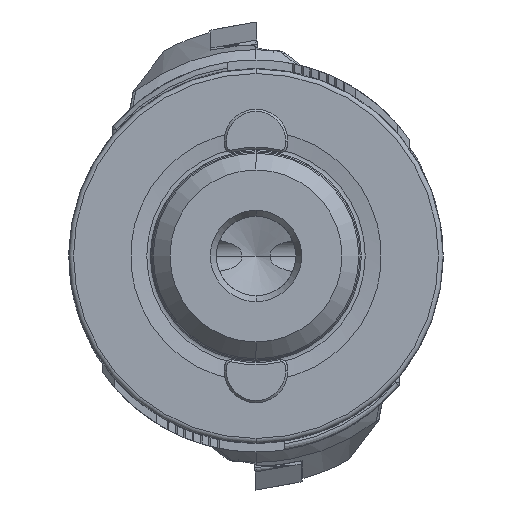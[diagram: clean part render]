
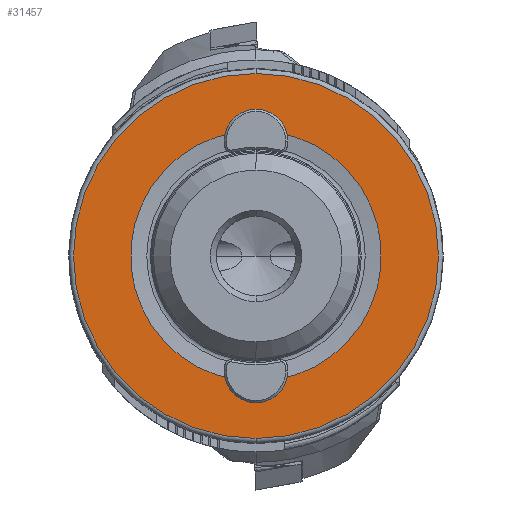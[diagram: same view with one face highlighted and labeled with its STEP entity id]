
A CAD part, left-side view. The second image highlights one B-rep face of the part: STEP entity #31457.
In plain terms, the highlighted planar face has unit normal (-1, 0, 0).
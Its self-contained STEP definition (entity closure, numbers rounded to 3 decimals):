
#631 = ORIENTED_EDGE ( 'NONE', *, *, #39013, .F. ) ;
#1640 = CIRCLE ( 'NONE', #28893, 15.6 ) ;
#1905 = DIRECTION ( 'NONE',  ( 0., 0., 1. ) ) ;
#4254 = CARTESIAN_POINT ( 'NONE',  ( 0., 1.58, 10.598 ) ) ;
#5098 = AXIS2_PLACEMENT_3D ( 'NONE', #49643, #25771, #1905 ) ;
#6702 = AXIS2_PLACEMENT_3D ( 'NONE', #16113, #43972, #20116 ) ;
#6828 = EDGE_LOOP ( 'NONE', ( #11079, #27524 ) ) ;
#7415 = AXIS2_PLACEMENT_3D ( 'NONE', #17939, #42225, #51568 ) ;
#8631 = EDGE_CURVE ( 'NONE', #19601, #23590, #45934, .T. ) ;
#8715 = DIRECTION ( 'NONE',  ( -1., 0., 0. ) ) ;
#9273 = DIRECTION ( 'NONE',  ( -1., 0., 0. ) ) ;
#10122 = FACE_BOUND ( 'NONE', #13323, .T. ) ;
#10811 = AXIS2_PLACEMENT_3D ( 'NONE', #21141, #49012, #25157 ) ;
#10838 = EDGE_CURVE ( 'NONE', #17790, #19601, #51414, .T. ) ;
#11079 = ORIENTED_EDGE ( 'NONE', *, *, #42295, .T. ) ;
#11260 = ORIENTED_EDGE ( 'NONE', *, *, #21641, .F. ) ;
#11390 = ORIENTED_EDGE ( 'NONE', *, *, #43985, .F. ) ;
#13023 = VERTEX_POINT ( 'NONE', #19243 ) ;
#13323 = EDGE_LOOP ( 'NONE', ( #11260, #631, #11390, #40716, #19168, #35472 ) ) ;
#14954 = VERTEX_POINT ( 'NONE', #22120 ) ;
#15226 = DIRECTION ( 'NONE',  ( 0., 0., 1. ) ) ;
#16113 = CARTESIAN_POINT ( 'NONE',  ( 0., 0., 0. ) ) ;
#16164 = DIRECTION ( 'NONE',  ( -1., 0., 0. ) ) ;
#16392 = CARTESIAN_POINT ( 'NONE',  ( 0., -1.58, 10.598 ) ) ;
#16457 = DIRECTION ( 'NONE',  ( -1., 0., 0. ) ) ;
#16795 = VERTEX_POINT ( 'NONE', #16392 ) ;
#17749 = CIRCLE ( 'NONE', #42800, 1.6 ) ;
#17790 = VERTEX_POINT ( 'NONE', #44487 ) ;
#17939 = CARTESIAN_POINT ( 'NONE',  ( 0., 0., 0. ) ) ;
#18187 = CIRCLE ( 'NONE', #45485, 15.6 ) ;
#19168 = ORIENTED_EDGE ( 'NONE', *, *, #10838, .F. ) ;
#19243 = CARTESIAN_POINT ( 'NONE',  ( 0., 0., -12.45 ) ) ;
#19316 = CIRCLE ( 'NONE', #5098, 1.6 ) ;
#19601 = VERTEX_POINT ( 'NONE', #4254 ) ;
#20116 = DIRECTION ( 'NONE',  ( 0., 0., 1. ) ) ;
#20648 = CARTESIAN_POINT ( 'NONE',  ( 0., 0., -15.6 ) ) ;
#21141 = CARTESIAN_POINT ( 'NONE',  ( 0., 10.715, 0. ) ) ;
#21581 = AXIS2_PLACEMENT_3D ( 'NONE', #29509, #33181, #15226 ) ;
#21641 = EDGE_CURVE ( 'NONE', #14954, #16795, #30117, .T. ) ;
#22120 = CARTESIAN_POINT ( 'NONE',  ( 0., -1.58, -10.598 ) ) ;
#22572 = CARTESIAN_POINT ( 'NONE',  ( 0., 0., 15.6 ) ) ;
#22967 = EDGE_CURVE ( 'NONE', #33284, #42100, #18187, .T. ) ;
#23590 = VERTEX_POINT ( 'NONE', #37261 ) ;
#25157 = DIRECTION ( 'NONE',  ( 0., 0., -1. ) ) ;
#25771 = DIRECTION ( 'NONE',  ( -1., 0., 0. ) ) ;
#27524 = ORIENTED_EDGE ( 'NONE', *, *, #22967, .T. ) ;
#28893 = AXIS2_PLACEMENT_3D ( 'NONE', #40360, #16457, #44323 ) ;
#29136 = EDGE_CURVE ( 'NONE', #16795, #17790, #17749, .T. ) ;
#29509 = CARTESIAN_POINT ( 'NONE',  ( 0., 0., 10.85 ) ) ;
#30117 = CIRCLE ( 'NONE', #6702, 10.715 ) ;
#31457 = ADVANCED_FACE ( 'NONE', ( #10122, #41931 ), #48828, .F. ) ;
#32563 = CARTESIAN_POINT ( 'NONE',  ( 0., 0., -10.85 ) ) ;
#33122 = CARTESIAN_POINT ( 'NONE',  ( 0., 0., 0. ) ) ;
#33181 = DIRECTION ( 'NONE',  ( -1., 0., 0. ) ) ;
#33284 = VERTEX_POINT ( 'NONE', #20648 ) ;
#33513 = AXIS2_PLACEMENT_3D ( 'NONE', #32563, #8715, #36593 ) ;
#35005 = CIRCLE ( 'NONE', #33513, 1.6 ) ;
#35472 = ORIENTED_EDGE ( 'NONE', *, *, #29136, .F. ) ;
#36593 = DIRECTION ( 'NONE',  ( 0., 0., 1. ) ) ;
#37151 = DIRECTION ( 'NONE',  ( 0., 0., 1. ) ) ;
#37261 = CARTESIAN_POINT ( 'NONE',  ( 0., 1.58, -10.598 ) ) ;
#39013 = EDGE_CURVE ( 'NONE', #13023, #14954, #19316, .T. ) ;
#40048 = CARTESIAN_POINT ( 'NONE',  ( 0., 0., 10.85 ) ) ;
#40360 = CARTESIAN_POINT ( 'NONE',  ( 0., 0., 0. ) ) ;
#40716 = ORIENTED_EDGE ( 'NONE', *, *, #8631, .F. ) ;
#41931 = FACE_OUTER_BOUND ( 'NONE', #6828, .T. ) ;
#42100 = VERTEX_POINT ( 'NONE', #22572 ) ;
#42225 = DIRECTION ( 'NONE',  ( -1., 0., 0. ) ) ;
#42295 = EDGE_CURVE ( 'NONE', #42100, #33284, #1640, .T. ) ;
#42800 = AXIS2_PLACEMENT_3D ( 'NONE', #40048, #16164, #44018 ) ;
#43972 = DIRECTION ( 'NONE',  ( -1., 0., 0. ) ) ;
#43985 = EDGE_CURVE ( 'NONE', #23590, #13023, #35005, .T. ) ;
#44018 = DIRECTION ( 'NONE',  ( 0., 0., 1. ) ) ;
#44323 = DIRECTION ( 'NONE',  ( 0., 0., 1. ) ) ;
#44487 = CARTESIAN_POINT ( 'NONE',  ( 0., 0., 12.45 ) ) ;
#45485 = AXIS2_PLACEMENT_3D ( 'NONE', #33122, #9273, #37151 ) ;
#45934 = CIRCLE ( 'NONE', #7415, 10.715 ) ;
#48828 = PLANE ( 'NONE',  #10811 ) ;
#49012 = DIRECTION ( 'NONE',  ( 1., 0., 0. ) ) ;
#49643 = CARTESIAN_POINT ( 'NONE',  ( 0., 0., -10.85 ) ) ;
#51414 = CIRCLE ( 'NONE', #21581, 1.6 ) ;
#51568 = DIRECTION ( 'NONE',  ( 0., 0., 1. ) ) ;
